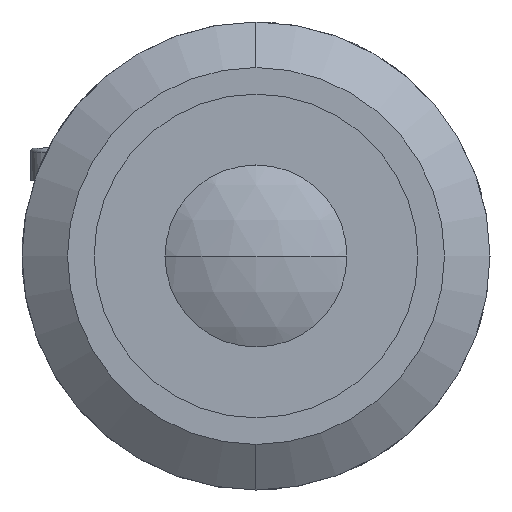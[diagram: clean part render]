
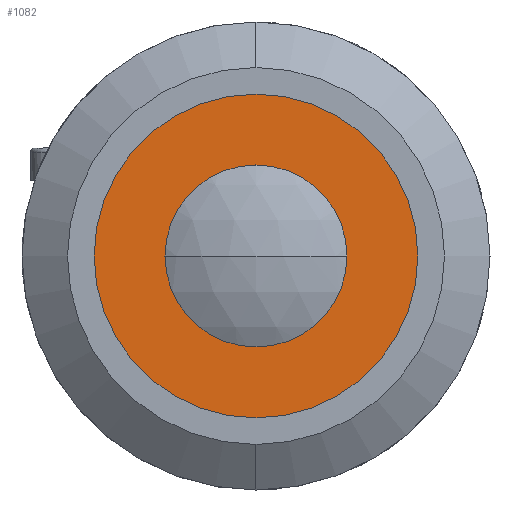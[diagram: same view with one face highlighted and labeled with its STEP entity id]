
A CAD part, left-side view. The second image highlights one B-rep face of the part: STEP entity #1082.
In plain terms, the highlighted planar face has unit normal (-1, 0, 0).
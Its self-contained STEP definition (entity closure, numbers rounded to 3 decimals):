
#50 = CIRCLE ( 'NONE', #742, 7. ) ;
#122 = PLANE ( 'NONE',  #3459 ) ;
#196 = FACE_OUTER_BOUND ( 'NONE', #1484, .T. ) ;
#332 = ORIENTED_EDGE ( 'NONE', *, *, #1902, .F. ) ;
#404 = DIRECTION ( 'NONE',  ( 0., 0., -1. ) ) ;
#408 = DIRECTION ( 'NONE',  ( -1., 0., 0. ) ) ;
#425 = EDGE_LOOP ( 'NONE', ( #332, #3563 ) ) ;
#560 = CARTESIAN_POINT ( 'NONE',  ( 3.8, 0., -13. ) ) ;
#742 = AXIS2_PLACEMENT_3D ( 'NONE', #1223, #3167, #1513 ) ;
#750 = CIRCLE ( 'NONE', #1779, 13. ) ;
#949 = DIRECTION ( 'NONE',  ( -1., 0., 0. ) ) ;
#1023 = ORIENTED_EDGE ( 'NONE', *, *, #2934, .T. ) ;
#1082 = ADVANCED_FACE ( 'NONE', ( #3184, #196 ), #122, .F. ) ;
#1130 = AXIS2_PLACEMENT_3D ( 'NONE', #2610, #949, #2899 ) ;
#1223 = CARTESIAN_POINT ( 'NONE',  ( 3.8, 0., 0. ) ) ;
#1387 = DIRECTION ( 'NONE',  ( -1., 0., 0. ) ) ;
#1484 = EDGE_LOOP ( 'NONE', ( #1023, #3065 ) ) ;
#1513 = DIRECTION ( 'NONE',  ( 0., 0., 1. ) ) ;
#1570 = CARTESIAN_POINT ( 'NONE',  ( 3.8, 0., 13. ) ) ;
#1764 = AXIS2_PLACEMENT_3D ( 'NONE', #3047, #1387, #3332 ) ;
#1779 = AXIS2_PLACEMENT_3D ( 'NONE', #2096, #408, #2367 ) ;
#1884 = CARTESIAN_POINT ( 'NONE',  ( 3.8, 0., -7. ) ) ;
#1902 = EDGE_CURVE ( 'NONE', #2716, #3080, #50, .T. ) ;
#1905 = EDGE_CURVE ( 'NONE', #3080, #2716, #2210, .T. ) ;
#2000 = VERTEX_POINT ( 'NONE', #1570 ) ;
#2094 = DIRECTION ( 'NONE',  ( 1., 0., 0. ) ) ;
#2096 = CARTESIAN_POINT ( 'NONE',  ( 3.8, 0., 0. ) ) ;
#2210 = CIRCLE ( 'NONE', #1130, 7. ) ;
#2239 = CARTESIAN_POINT ( 'NONE',  ( 3.8, 0., 7. ) ) ;
#2367 = DIRECTION ( 'NONE',  ( 0., 0., 1. ) ) ;
#2448 = CIRCLE ( 'NONE', #1764, 13. ) ;
#2610 = CARTESIAN_POINT ( 'NONE',  ( 3.8, 0., 0. ) ) ;
#2716 = VERTEX_POINT ( 'NONE', #2239 ) ;
#2720 = VERTEX_POINT ( 'NONE', #560 ) ;
#2899 = DIRECTION ( 'NONE',  ( 0., 0., 1. ) ) ;
#2920 = CARTESIAN_POINT ( 'NONE',  ( 3.8, 13., 0. ) ) ;
#2934 = EDGE_CURVE ( 'NONE', #2000, #2720, #750, .T. ) ;
#3047 = CARTESIAN_POINT ( 'NONE',  ( 3.8, 0., 0. ) ) ;
#3065 = ORIENTED_EDGE ( 'NONE', *, *, #3132, .T. ) ;
#3080 = VERTEX_POINT ( 'NONE', #1884 ) ;
#3132 = EDGE_CURVE ( 'NONE', #2720, #2000, #2448, .T. ) ;
#3167 = DIRECTION ( 'NONE',  ( -1., 0., 0. ) ) ;
#3184 = FACE_BOUND ( 'NONE', #425, .T. ) ;
#3332 = DIRECTION ( 'NONE',  ( 0., 0., 1. ) ) ;
#3459 = AXIS2_PLACEMENT_3D ( 'NONE', #2920, #2094, #404 ) ;
#3563 = ORIENTED_EDGE ( 'NONE', *, *, #1905, .F. ) ;
